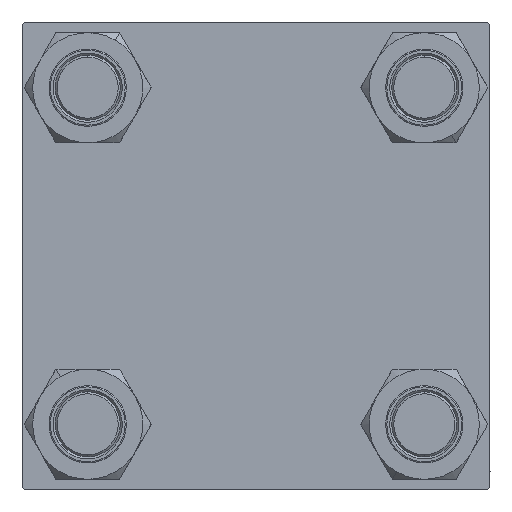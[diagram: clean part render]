
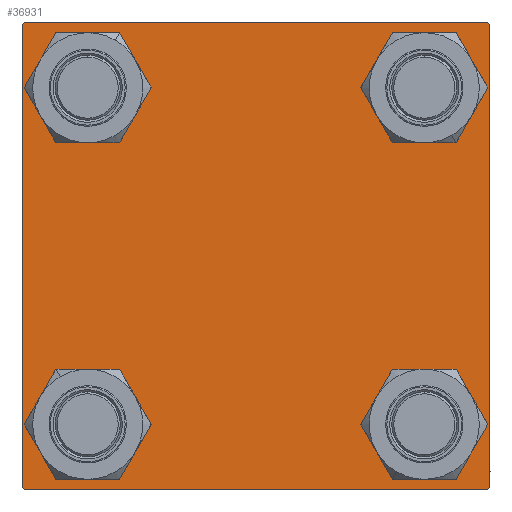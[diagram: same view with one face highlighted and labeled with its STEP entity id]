
A CAD part, left-side view. The second image highlights one B-rep face of the part: STEP entity #36931.
In plain terms, the highlighted planar face has unit normal (-1, 0, 0).
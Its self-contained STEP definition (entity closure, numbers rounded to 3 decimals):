
#73 = DIRECTION ( 'NONE',  ( 1., 0., 0. ) ) ;
#116 = ORIENTED_EDGE ( 'NONE', *, *, #31274, .T. ) ;
#195 = CARTESIAN_POINT ( 'NONE',  ( 0., -41.35, -41.35 ) ) ;
#412 = EDGE_CURVE ( 'NONE', #36069, #28988, #22782, .T. ) ;
#665 = ORIENTED_EDGE ( 'NONE', *, *, #412, .T. ) ;
#1260 = DIRECTION ( 'NONE',  ( 0., -1., 0. ) ) ;
#2574 = DIRECTION ( 'NONE',  ( 0., 0., 1. ) ) ;
#2636 = DIRECTION ( 'NONE',  ( 0., 0., 1. ) ) ;
#3563 = CARTESIAN_POINT ( 'NONE',  ( 0., -57., 57.5 ) ) ;
#3713 = CARTESIAN_POINT ( 'NONE',  ( 0., -41.35, -49.85 ) ) ;
#3888 = CARTESIAN_POINT ( 'NONE',  ( 0., 41.35, -41.35 ) ) ;
#4239 = CARTESIAN_POINT ( 'NONE',  ( 0., 41.35, 41.35 ) ) ;
#4402 = DIRECTION ( 'NONE',  ( 0., 0., 1. ) ) ;
#4597 = CARTESIAN_POINT ( 'NONE',  ( 0., 57.5, -57.5 ) ) ;
#5789 = EDGE_CURVE ( 'NONE', #29192, #25081, #14777, .T. ) ;
#5823 = AXIS2_PLACEMENT_3D ( 'NONE', #47215, #12149, #27767 ) ;
#6159 = CARTESIAN_POINT ( 'NONE',  ( 0., 0., 0. ) ) ;
#6435 = VECTOR ( 'NONE', #11270, 1000. ) ;
#6646 = EDGE_CURVE ( 'NONE', #41383, #30405, #45142, .T. ) ;
#7013 = EDGE_CURVE ( 'NONE', #22966, #21635, #44223, .T. ) ;
#7051 = VERTEX_POINT ( 'NONE', #3563 ) ;
#7111 = ORIENTED_EDGE ( 'NONE', *, *, #39264, .T. ) ;
#7757 = CARTESIAN_POINT ( 'NONE',  ( 0., 41.35, -32.85 ) ) ;
#7763 = DIRECTION ( 'NONE',  ( 0., 0., 1. ) ) ;
#7791 = EDGE_LOOP ( 'NONE', ( #28529, #50335, #7111, #39902, #15315, #36623, #39083, #28864 ) ) ;
#8427 = DIRECTION ( 'NONE',  ( 0., 0.707, -0.707 ) ) ;
#8652 = DIRECTION ( 'NONE',  ( 1., 0., 0. ) ) ;
#9659 = CARTESIAN_POINT ( 'NONE',  ( 0., -41.35, -32.85 ) ) ;
#10629 = VERTEX_POINT ( 'NONE', #22779 ) ;
#10698 = VECTOR ( 'NONE', #37185, 1000. ) ;
#10863 = CARTESIAN_POINT ( 'NONE',  ( 0., 57.5, 57.5 ) ) ;
#10953 = ORIENTED_EDGE ( 'NONE', *, *, #7013, .T. ) ;
#11270 = DIRECTION ( 'NONE',  ( 0., -1., 0. ) ) ;
#11500 = ORIENTED_EDGE ( 'NONE', *, *, #29220, .T. ) ;
#11734 = EDGE_LOOP ( 'NONE', ( #18411, #19900 ) ) ;
#11984 = DIRECTION ( 'NONE',  ( 1., 0., 0. ) ) ;
#12149 = DIRECTION ( 'NONE',  ( 1., 0., 0. ) ) ;
#12505 = CARTESIAN_POINT ( 'NONE',  ( 0., -41.35, -41.35 ) ) ;
#12552 = VECTOR ( 'NONE', #8427, 1000. ) ;
#12587 = AXIS2_PLACEMENT_3D ( 'NONE', #6159, #14616, #2574 ) ;
#12865 = CARTESIAN_POINT ( 'NONE',  ( 0., -57.25, -57.25 ) ) ;
#14179 = DIRECTION ( 'NONE',  ( 1., 0., 0. ) ) ;
#14616 = DIRECTION ( 'NONE',  ( -1., 0., 0. ) ) ;
#14777 = CIRCLE ( 'NONE', #27833, 8.5 ) ;
#14928 = VERTEX_POINT ( 'NONE', #25245 ) ;
#15113 = VECTOR ( 'NONE', #1260, 1000. ) ;
#15191 = DIRECTION ( 'NONE',  ( 1., 0., 0. ) ) ;
#15315 = ORIENTED_EDGE ( 'NONE', *, *, #21986, .F. ) ;
#15874 = CARTESIAN_POINT ( 'NONE',  ( 0., 57.25, 57.25 ) ) ;
#16373 = VERTEX_POINT ( 'NONE', #9659 ) ;
#17966 = PLANE ( 'NONE',  #12587 ) ;
#18411 = ORIENTED_EDGE ( 'NONE', *, *, #5789, .T. ) ;
#18729 = LINE ( 'NONE', #19468, #19532 ) ;
#18957 = VERTEX_POINT ( 'NONE', #3713 ) ;
#19000 = AXIS2_PLACEMENT_3D ( 'NONE', #12505, #8652, #24286 ) ;
#19468 = CARTESIAN_POINT ( 'NONE',  ( 0., -57.5, 57.5 ) ) ;
#19532 = VECTOR ( 'NONE', #49952, 1000. ) ;
#19555 = CARTESIAN_POINT ( 'NONE',  ( 0., -41.35, 41.35 ) ) ;
#19900 = ORIENTED_EDGE ( 'NONE', *, *, #26384, .T. ) ;
#21070 = LINE ( 'NONE', #12865, #36183 ) ;
#21635 = VERTEX_POINT ( 'NONE', #42147 ) ;
#21924 = EDGE_CURVE ( 'NONE', #10629, #7051, #30220, .T. ) ;
#21986 = EDGE_CURVE ( 'NONE', #24107, #37347, #18729, .T. ) ;
#22779 = CARTESIAN_POINT ( 'NONE',  ( 0., 57., 57.5 ) ) ;
#22782 = CIRCLE ( 'NONE', #43175, 8.5 ) ;
#22966 = VERTEX_POINT ( 'NONE', #7757 ) ;
#24107 = VERTEX_POINT ( 'NONE', #31962 ) ;
#24286 = DIRECTION ( 'NONE',  ( 0., 0., 1. ) ) ;
#24590 = CIRCLE ( 'NONE', #36836, 8.5 ) ;
#24663 = CIRCLE ( 'NONE', #48373, 8.5 ) ;
#24696 = CIRCLE ( 'NONE', #19000, 8.5 ) ;
#25081 = VERTEX_POINT ( 'NONE', #36548 ) ;
#25245 = CARTESIAN_POINT ( 'NONE',  ( 0., -57., -57.5 ) ) ;
#25407 = AXIS2_PLACEMENT_3D ( 'NONE', #26875, #37623, #42476 ) ;
#25865 = EDGE_CURVE ( 'NONE', #28988, #36069, #24590, .T. ) ;
#26384 = EDGE_CURVE ( 'NONE', #25081, #29192, #36871, .T. ) ;
#26498 = DIRECTION ( 'NONE',  ( 0., 0., -1. ) ) ;
#26875 = CARTESIAN_POINT ( 'NONE',  ( 0., 41.35, -41.35 ) ) ;
#27060 = DIRECTION ( 'NONE',  ( 1., 0., 0. ) ) ;
#27631 = CARTESIAN_POINT ( 'NONE',  ( 0., 41.35, 49.85 ) ) ;
#27767 = DIRECTION ( 'NONE',  ( 0., 0., 1. ) ) ;
#27833 = AXIS2_PLACEMENT_3D ( 'NONE', #19555, #73, #7763 ) ;
#27908 = LINE ( 'NONE', #4597, #15113 ) ;
#28013 = CIRCLE ( 'NONE', #40293, 8.5 ) ;
#28529 = ORIENTED_EDGE ( 'NONE', *, *, #31854, .T. ) ;
#28864 = ORIENTED_EDGE ( 'NONE', *, *, #36056, .T. ) ;
#28988 = VERTEX_POINT ( 'NONE', #39942 ) ;
#29192 = VERTEX_POINT ( 'NONE', #36525 ) ;
#29220 = EDGE_CURVE ( 'NONE', #16373, #18957, #24696, .T. ) ;
#29715 = ORIENTED_EDGE ( 'NONE', *, *, #25865, .T. ) ;
#29714 = FACE_BOUND ( 'NONE', #48030, .T. ) ;
#29841 = EDGE_CURVE ( 'NONE', #21635, #22966, #28013, .T. ) ;
#30220 = LINE ( 'NONE', #34307, #6435 ) ;
#30405 = VERTEX_POINT ( 'NONE', #50633 ) ;
#30719 = FACE_OUTER_BOUND ( 'NONE', #7791, .T. ) ;
#31176 = VECTOR ( 'NONE', #26498, 1000. ) ;
#31274 = EDGE_CURVE ( 'NONE', #18957, #16373, #24663, .T. ) ;
#31854 = EDGE_CURVE ( 'NONE', #44331, #41383, #45946, .T. ) ;
#31962 = CARTESIAN_POINT ( 'NONE',  ( 0., -57.5, 57. ) ) ;
#33362 = LINE ( 'NONE', #49516, #49432 ) ;
#34043 = FACE_BOUND ( 'NONE', #46759, .T. ) ;
#34307 = CARTESIAN_POINT ( 'NONE',  ( 0., 57.5, 57.5 ) ) ;
#36056 = EDGE_CURVE ( 'NONE', #10629, #44331, #39409, .T. ) ;
#36069 = VERTEX_POINT ( 'NONE', #27631 ) ;
#36183 = VECTOR ( 'NONE', #40760, 1000. ) ;
#36525 = CARTESIAN_POINT ( 'NONE',  ( 0., -41.35, 49.85 ) ) ;
#36548 = CARTESIAN_POINT ( 'NONE',  ( 0., -41.35, 32.85 ) ) ;
#36623 = ORIENTED_EDGE ( 'NONE', *, *, #38627, .T. ) ;
#36836 = AXIS2_PLACEMENT_3D ( 'NONE', #41553, #14179, #2636 ) ;
#36871 = CIRCLE ( 'NONE', #5823, 8.5 ) ;
#36931 = ADVANCED_FACE ( 'NONE', ( #37643, #49937, #29714, #34043, #30719 ), #17966, .T. ) ;
#37185 = DIRECTION ( 'NONE',  ( 0., -0.707, -0.707 ) ) ;
#37347 = VERTEX_POINT ( 'NONE', #47802 ) ;
#37623 = DIRECTION ( 'NONE',  ( 1., 0., 0. ) ) ;
#37643 = FACE_BOUND ( 'NONE', #11734, .T. ) ;
#38627 = EDGE_CURVE ( 'NONE', #24107, #7051, #33362, .T. ) ;
#39083 = ORIENTED_EDGE ( 'NONE', *, *, #21924, .F. ) ;
#39264 = EDGE_CURVE ( 'NONE', #30405, #14928, #27908, .T. ) ;
#39409 = LINE ( 'NONE', #15874, #12552 ) ;
#39902 = ORIENTED_EDGE ( 'NONE', *, *, #50415, .T. ) ;
#39942 = CARTESIAN_POINT ( 'NONE',  ( 0., 41.35, 32.85 ) ) ;
#40293 = AXIS2_PLACEMENT_3D ( 'NONE', #3888, #15191, #4402 ) ;
#40760 = DIRECTION ( 'NONE',  ( 0., -0.707, 0.707 ) ) ;
#40789 = CARTESIAN_POINT ( 'NONE',  ( 0., 57.25, -57.25 ) ) ;
#41383 = VERTEX_POINT ( 'NONE', #45992 ) ;
#41553 = CARTESIAN_POINT ( 'NONE',  ( 0., 41.35, 41.35 ) ) ;
#41623 = CARTESIAN_POINT ( 'NONE',  ( 0., 57.5, 57. ) ) ;
#42147 = CARTESIAN_POINT ( 'NONE',  ( 0., 41.35, -49.85 ) ) ;
#42476 = DIRECTION ( 'NONE',  ( 0., 0., 1. ) ) ;
#42964 = DIRECTION ( 'NONE',  ( 0., 0., 1. ) ) ;
#43116 = EDGE_LOOP ( 'NONE', ( #11500, #116 ) ) ;
#43175 = AXIS2_PLACEMENT_3D ( 'NONE', #4239, #27060, #43414 ) ;
#43414 = DIRECTION ( 'NONE',  ( 0., 0., 1. ) ) ;
#44223 = CIRCLE ( 'NONE', #25407, 8.5 ) ;
#44331 = VERTEX_POINT ( 'NONE', #41623 ) ;
#45142 = LINE ( 'NONE', #40789, #10698 ) ;
#45284 = ORIENTED_EDGE ( 'NONE', *, *, #29841, .T. ) ;
#45662 = DIRECTION ( 'NONE',  ( 0., 0.707, 0.707 ) ) ;
#45946 = LINE ( 'NONE', #10863, #31176 ) ;
#45992 = CARTESIAN_POINT ( 'NONE',  ( 0., 57.5, -57. ) ) ;
#46759 = EDGE_LOOP ( 'NONE', ( #665, #29715 ) ) ;
#47215 = CARTESIAN_POINT ( 'NONE',  ( 0., -41.35, 41.35 ) ) ;
#47802 = CARTESIAN_POINT ( 'NONE',  ( 0., -57.5, -57. ) ) ;
#48030 = EDGE_LOOP ( 'NONE', ( #10953, #45284 ) ) ;
#48373 = AXIS2_PLACEMENT_3D ( 'NONE', #195, #11984, #42964 ) ;
#49432 = VECTOR ( 'NONE', #45662, 1000. ) ;
#49516 = CARTESIAN_POINT ( 'NONE',  ( 0., -57.25, 57.25 ) ) ;
#49937 = FACE_BOUND ( 'NONE', #43116, .T. ) ;
#49952 = DIRECTION ( 'NONE',  ( 0., 0., -1. ) ) ;
#50335 = ORIENTED_EDGE ( 'NONE', *, *, #6646, .T. ) ;
#50415 = EDGE_CURVE ( 'NONE', #14928, #37347, #21070, .T. ) ;
#50633 = CARTESIAN_POINT ( 'NONE',  ( 0., 57., -57.5 ) ) ;
